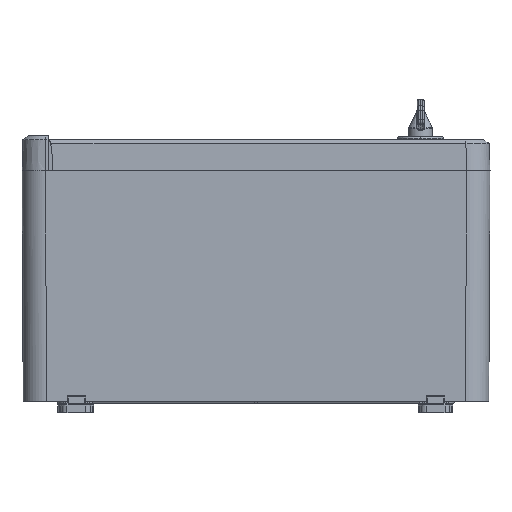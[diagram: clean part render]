
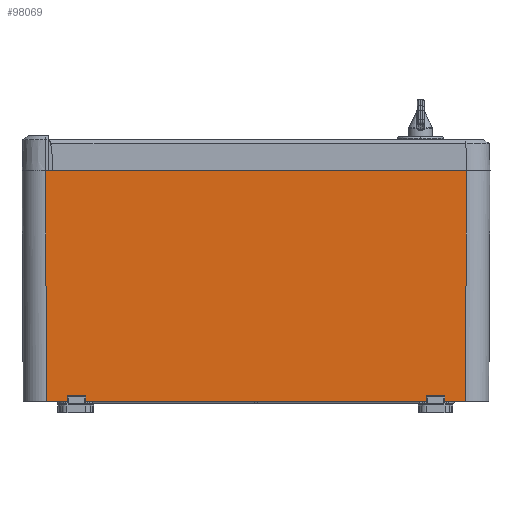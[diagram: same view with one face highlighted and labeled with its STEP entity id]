
A CAD part, front view. The second image highlights one B-rep face of the part: STEP entity #98069.
In plain terms, the highlighted planar face has unit normal (0, -1, -0.005).
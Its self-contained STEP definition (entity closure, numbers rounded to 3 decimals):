
#2686 = VECTOR ( 'NONE', #88293, 1000. ) ;
#10586 = LINE ( 'NONE', #64553, #2686 ) ;
#14344 = CARTESIAN_POINT ( 'NONE',  ( 15.772, -399.228, 0. ) ) ;
#15625 = EDGE_CURVE ( 'NONE', #123975, #106888, #10586, .T. ) ;
#16007 = VERTEX_POINT ( 'NONE', #46853 ) ;
#17165 = CARTESIAN_POINT ( 'NONE',  ( 15.772, -399.228, 0. ) ) ;
#17593 = CARTESIAN_POINT ( 'NONE',  ( 284.228, -399.228, 0. ) ) ;
#26086 = CARTESIAN_POINT ( 'NONE',  ( 150., -400., 147.5 ) ) ;
#35737 = CARTESIAN_POINT ( 'NONE',  ( 150., -400., 147.5 ) ) ;
#35794 = VECTOR ( 'NONE', #48548, 1000. ) ;
#38570 = DIRECTION ( 'NONE',  ( 0., 1., 0.005 ) ) ;
#39171 = CARTESIAN_POINT ( 'NONE',  ( 284.997, -399.996, 146.793 ) ) ;
#43209 = EDGE_CURVE ( 'NONE', #106888, #103273, #115829, .T. ) ;
#45549 = LINE ( 'NONE', #26086, #47260 ) ;
#45771 = EDGE_CURVE ( 'NONE', #103273, #16007, #45549, .T. ) ;
#46853 = CARTESIAN_POINT ( 'NONE',  ( 285., -400., 147.5 ) ) ;
#47260 = VECTOR ( 'NONE', #80785, 1000. ) ;
#48548 = DIRECTION ( 'NONE',  ( -0.005, 0.005, -1. ) ) ;
#58496 = ORIENTED_EDGE ( 'NONE', *, *, #43209, .F. ) ;
#63901 = EDGE_LOOP ( 'NONE', ( #83949, #84433, #58496, #95374 ) ) ;
#64553 = CARTESIAN_POINT ( 'NONE',  ( 150., -399.228, 0. ) ) ;
#70339 = VECTOR ( 'NONE', #71169, 1000. ) ;
#71169 = DIRECTION ( 'NONE',  ( -0.005, -0.005, 1. ) ) ;
#76516 = AXIS2_PLACEMENT_3D ( 'NONE', #35737, #38570, #135803 ) ;
#80785 = DIRECTION ( 'NONE',  ( 1., 0., 0. ) ) ;
#83949 = ORIENTED_EDGE ( 'NONE', *, *, #126948, .F. ) ;
#84433 = ORIENTED_EDGE ( 'NONE', *, *, #45771, .F. ) ;
#88293 = DIRECTION ( 'NONE',  ( -1., 0., 0. ) ) ;
#91170 = PLANE ( 'NONE',  #76516 ) ;
#93207 = LINE ( 'NONE', #39171, #35794 ) ;
#95374 = ORIENTED_EDGE ( 'NONE', *, *, #15625, .F. ) ;
#98069 = ADVANCED_FACE ( 'NONE', ( #125019 ), #91170, .F. ) ;
#103273 = VERTEX_POINT ( 'NONE', #123482 ) ;
#106888 = VERTEX_POINT ( 'NONE', #14344 ) ;
#115829 = LINE ( 'NONE', #17165, #70339 ) ;
#123482 = CARTESIAN_POINT ( 'NONE',  ( 15., -400., 147.5 ) ) ;
#123975 = VERTEX_POINT ( 'NONE', #17593 ) ;
#125019 = FACE_OUTER_BOUND ( 'NONE', #63901, .T. ) ;
#126948 = EDGE_CURVE ( 'NONE', #16007, #123975, #93207, .T. ) ;
#135803 = DIRECTION ( 'NONE',  ( 0., -0.005, 1. ) ) ;
